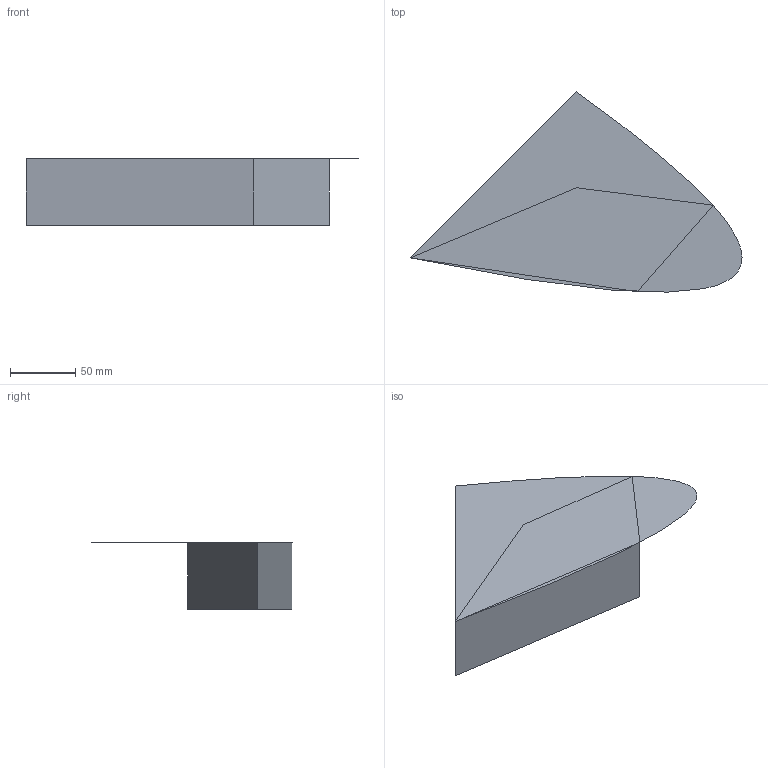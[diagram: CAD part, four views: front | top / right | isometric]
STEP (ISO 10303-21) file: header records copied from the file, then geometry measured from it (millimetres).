
FILE_DESCRIPTION((' '),'2;1');
FILE_NAME( 'Parameter Test Part.stp', '2021-01-11T09:39:54', (' '), ('--- Datakit www.datakit.com---'), ' Datakit CrossCadWare V2020.4 Jan 8 2021', 'DATAKIT 2021 (c)', ' ');
FILE_SCHEMA(('AP242_MANAGED_MODEL_BASED_3D_ENGINEERING_MIM_LF { 1 0 10303 442 3 1 4 }'));
Length unit declared in the file: millimetre
Products named in the file (1): Parameter Test Part
Bounding box: 253.99 x 153.22 x 50.8 mm (x, y, z)
Volume: 516737.5 mm3; surface area: 68277.7 mm2
Topology: 1 solids, 2 shells, 7 faces, 21 edges, 28 vertices
Faces by surface type: plane 7
Entity records: 4291 total; most frequent: DERIVED_UNIT_ELEMENT 594, PROPERTY_DEFINITION 446, REPRESENTATION 446, PROPERTY_DEFINITION_REPRESENTATION 446, GENERAL_PROPERTY_ASSOCIATION 446, ID_ATTRIBUTE 444, GENERAL_PROPERTY 441, MEASURE_REPRESENTATION_ITEM 417
